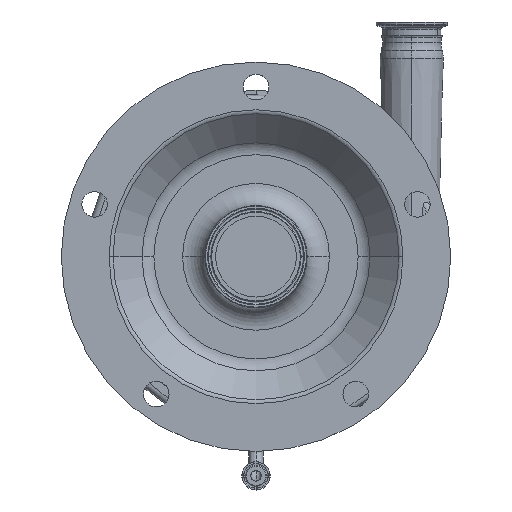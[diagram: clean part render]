
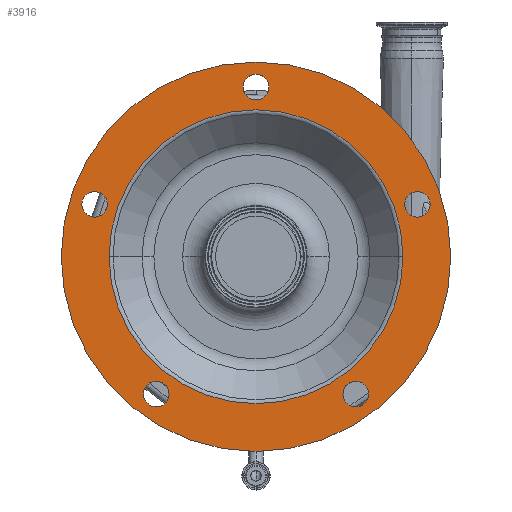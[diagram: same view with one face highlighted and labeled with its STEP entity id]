
A CAD part, top view. The second image highlights one B-rep face of the part: STEP entity #3916.
In plain terms, the highlighted planar face has unit normal (0, 0, 1).
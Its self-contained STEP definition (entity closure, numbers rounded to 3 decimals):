
#31 = AXIS2_PLACEMENT_3D ( 'NONE', #11428, #1179, #13509 ) ;
#95 = CARTESIAN_POINT ( 'NONE',  ( 175., 0., 266.5 ) ) ;
#232 = CARTESIAN_POINT ( 'NONE',  ( -156.536, 47.125, 266.5 ) ) ;
#248 = AXIS2_PLACEMENT_3D ( 'NONE', #7470, #2156, #11641 ) ;
#341 = CIRCLE ( 'NONE', #11267, 11.5 ) ;
#641 = DIRECTION ( 'NONE',  ( 1., 0., 0. ) ) ;
#846 = ORIENTED_EDGE ( 'NONE', *, *, #3666, .F. ) ;
#884 = EDGE_LOOP ( 'NONE', ( #8042, #846 ) ) ;
#919 = VERTEX_POINT ( 'NONE', #9192 ) ;
#978 = DIRECTION ( 'NONE',  ( 0., 0., 1. ) ) ;
#1179 = DIRECTION ( 'NONE',  ( 0., 0., -1. ) ) ;
#1682 = CARTESIAN_POINT ( 'NONE',  ( 0., 0., 266.5 ) ) ;
#1746 = CARTESIAN_POINT ( 'NONE',  ( 89.637, -123.375, 266.5 ) ) ;
#1924 = EDGE_CURVE ( 'NONE', #12628, #8211, #11387, .T. ) ;
#2038 = DIRECTION ( 'NONE',  ( 0., 0., -1. ) ) ;
#2070 = DIRECTION ( 'NONE',  ( 1., 0., 0. ) ) ;
#2105 = CIRCLE ( 'NONE', #8430, 11.5 ) ;
#2120 = ORIENTED_EDGE ( 'NONE', *, *, #7203, .F. ) ;
#2156 = DIRECTION ( 'NONE',  ( 0., 0., -1. ) ) ;
#2194 = VERTEX_POINT ( 'NONE', #8020 ) ;
#2295 = EDGE_CURVE ( 'NONE', #4359, #9498, #5505, .T. ) ;
#2318 = ORIENTED_EDGE ( 'NONE', *, *, #10952, .F. ) ;
#2427 = EDGE_CURVE ( 'NONE', #12546, #6688, #8980, .T. ) ;
#2625 = CARTESIAN_POINT ( 'NONE',  ( 133.536, 47.125, 266.5 ) ) ;
#2683 = CARTESIAN_POINT ( 'NONE',  ( -175., 0., 266.5 ) ) ;
#2734 = EDGE_CURVE ( 'NONE', #4027, #2194, #6169, .T. ) ;
#2855 = CARTESIAN_POINT ( 'NONE',  ( 0., 0., 266.5 ) ) ;
#2891 = ORIENTED_EDGE ( 'NONE', *, *, #10118, .F. ) ;
#3024 = VERTEX_POINT ( 'NONE', #8556 ) ;
#3089 = CARTESIAN_POINT ( 'NONE',  ( 145.036, 47.125, 266.5 ) ) ;
#3104 = AXIS2_PLACEMENT_3D ( 'NONE', #1746, #12138, #641 ) ;
#3275 = CARTESIAN_POINT ( 'NONE',  ( -145.036, 47.125, 266.5 ) ) ;
#3383 = CARTESIAN_POINT ( 'NONE',  ( 132.071, 0., 266.5 ) ) ;
#3666 = EDGE_CURVE ( 'NONE', #10822, #8848, #10243, .T. ) ;
#3683 = CIRCLE ( 'NONE', #13329, 175. ) ;
#3765 = AXIS2_PLACEMENT_3D ( 'NONE', #5590, #12909, #6678 ) ;
#3875 = FACE_BOUND ( 'NONE', #9131, .T. ) ;
#3916 = ADVANCED_FACE ( 'NONE', ( #9063, #12374, #4097, #12299, #3875, #9135, #11393 ), #13332, .F. ) ;
#4027 = VERTEX_POINT ( 'NONE', #3383 ) ;
#4097 = FACE_BOUND ( 'NONE', #10233, .T. ) ;
#4115 = AXIS2_PLACEMENT_3D ( 'NONE', #4962, #12141, #9125 ) ;
#4359 = VERTEX_POINT ( 'NONE', #10489 ) ;
#4366 = EDGE_LOOP ( 'NONE', ( #6204, #11248 ) ) ;
#4627 = DIRECTION ( 'NONE',  ( -1., 0., 0. ) ) ;
#4634 = EDGE_CURVE ( 'NONE', #8848, #10822, #9882, .T. ) ;
#4710 = VERTEX_POINT ( 'NONE', #5074 ) ;
#4962 = CARTESIAN_POINT ( 'NONE',  ( 145.036, 47.125, 266.5 ) ) ;
#5074 = CARTESIAN_POINT ( 'NONE',  ( -11.5, 152.5, 266.5 ) ) ;
#5505 = CIRCLE ( 'NONE', #3104, 11.5 ) ;
#5590 = CARTESIAN_POINT ( 'NONE',  ( 0., 152.5, 266.5 ) ) ;
#5968 = CIRCLE ( 'NONE', #3765, 11.5 ) ;
#6169 = CIRCLE ( 'NONE', #248, 132.071 ) ;
#6204 = ORIENTED_EDGE ( 'NONE', *, *, #1924, .F. ) ;
#6211 = DIRECTION ( 'NONE',  ( -1., 0., 0. ) ) ;
#6385 = CARTESIAN_POINT ( 'NONE',  ( -89.637, -123.375, 266.5 ) ) ;
#6678 = DIRECTION ( 'NONE',  ( 1., 0., 0. ) ) ;
#6688 = VERTEX_POINT ( 'NONE', #13347 ) ;
#6880 = DIRECTION ( 'NONE',  ( 1., 0., 0. ) ) ;
#6891 = VERTEX_POINT ( 'NONE', #2625 ) ;
#6959 = AXIS2_PLACEMENT_3D ( 'NONE', #7915, #12085, #6880 ) ;
#7188 = DIRECTION ( 'NONE',  ( 1., 0., 0. ) ) ;
#7203 = EDGE_CURVE ( 'NONE', #9498, #4359, #7891, .T. ) ;
#7255 = EDGE_CURVE ( 'NONE', #2194, #4027, #12035, .T. ) ;
#7311 = CARTESIAN_POINT ( 'NONE',  ( -101.137, -123.375, 266.5 ) ) ;
#7470 = CARTESIAN_POINT ( 'NONE',  ( 0., 0., 266.5 ) ) ;
#7503 = CARTESIAN_POINT ( 'NONE',  ( 78.137, -123.375, 266.5 ) ) ;
#7537 = DIRECTION ( 'NONE',  ( 0., 0., 1. ) ) ;
#7543 = AXIS2_PLACEMENT_3D ( 'NONE', #3275, #10714, #12848 ) ;
#7689 = DIRECTION ( 'NONE',  ( -1., 0., 0. ) ) ;
#7814 = EDGE_CURVE ( 'NONE', #4710, #3024, #5968, .T. ) ;
#7828 = DIRECTION ( 'NONE',  ( 0., 0., 1. ) ) ;
#7891 = CIRCLE ( 'NONE', #10062, 11.5 ) ;
#7915 = CARTESIAN_POINT ( 'NONE',  ( -89.637, -123.375, 266.5 ) ) ;
#8020 = CARTESIAN_POINT ( 'NONE',  ( -132.071, 0., 266.5 ) ) ;
#8042 = ORIENTED_EDGE ( 'NONE', *, *, #4634, .F. ) ;
#8110 = ORIENTED_EDGE ( 'NONE', *, *, #2427, .F. ) ;
#8211 = VERTEX_POINT ( 'NONE', #95 ) ;
#8365 = EDGE_CURVE ( 'NONE', #6891, #919, #12419, .T. ) ;
#8377 = DIRECTION ( 'NONE',  ( 1., 0., 0. ) ) ;
#8387 = ORIENTED_EDGE ( 'NONE', *, *, #10545, .F. ) ;
#8430 = AXIS2_PLACEMENT_3D ( 'NONE', #3089, #11492, #10406 ) ;
#8461 = ORIENTED_EDGE ( 'NONE', *, *, #7255, .T. ) ;
#8556 = CARTESIAN_POINT ( 'NONE',  ( 11.5, 152.5, 266.5 ) ) ;
#8848 = VERTEX_POINT ( 'NONE', #9996 ) ;
#8864 = CIRCLE ( 'NONE', #7543, 11.5 ) ;
#8980 = CIRCLE ( 'NONE', #10735, 11.5 ) ;
#9063 = FACE_BOUND ( 'NONE', #11405, .T. ) ;
#9125 = DIRECTION ( 'NONE',  ( 1., 0., 0. ) ) ;
#9131 = EDGE_LOOP ( 'NONE', ( #8461, #11134 ) ) ;
#9135 = FACE_OUTER_BOUND ( 'NONE', #4366, .T. ) ;
#9192 = CARTESIAN_POINT ( 'NONE',  ( 156.536, 47.125, 266.5 ) ) ;
#9367 = ORIENTED_EDGE ( 'NONE', *, *, #8365, .F. ) ;
#9498 = VERTEX_POINT ( 'NONE', #7503 ) ;
#9503 = CARTESIAN_POINT ( 'NONE',  ( 0., 152.5, 266.5 ) ) ;
#9610 = EDGE_CURVE ( 'NONE', #8211, #12628, #3683, .T. ) ;
#9882 = CIRCLE ( 'NONE', #13425, 11.5 ) ;
#9996 = CARTESIAN_POINT ( 'NONE',  ( -78.137, -123.375, 266.5 ) ) ;
#10062 = AXIS2_PLACEMENT_3D ( 'NONE', #12759, #7537, #8377 ) ;
#10118 = EDGE_CURVE ( 'NONE', #919, #6891, #2105, .T. ) ;
#10233 = EDGE_LOOP ( 'NONE', ( #11123, #2120 ) ) ;
#10243 = CIRCLE ( 'NONE', #6959, 11.5 ) ;
#10307 = CARTESIAN_POINT ( 'NONE',  ( 0., 175., 266.5 ) ) ;
#10406 = DIRECTION ( 'NONE',  ( 1., 0., 0. ) ) ;
#10489 = CARTESIAN_POINT ( 'NONE',  ( 101.137, -123.375, 266.5 ) ) ;
#10545 = EDGE_CURVE ( 'NONE', #3024, #4710, #341, .T. ) ;
#10704 = EDGE_LOOP ( 'NONE', ( #8387, #12469 ) ) ;
#10714 = DIRECTION ( 'NONE',  ( 0., 0., 1. ) ) ;
#10735 = AXIS2_PLACEMENT_3D ( 'NONE', #13242, #7828, #10965 ) ;
#10822 = VERTEX_POINT ( 'NONE', #7311 ) ;
#10952 = EDGE_CURVE ( 'NONE', #6688, #12546, #8864, .T. ) ;
#10965 = DIRECTION ( 'NONE',  ( 1., 0., 0. ) ) ;
#11123 = ORIENTED_EDGE ( 'NONE', *, *, #2295, .F. ) ;
#11134 = ORIENTED_EDGE ( 'NONE', *, *, #2734, .T. ) ;
#11248 = ORIENTED_EDGE ( 'NONE', *, *, #9610, .F. ) ;
#11267 = AXIS2_PLACEMENT_3D ( 'NONE', #9503, #12482, #2070 ) ;
#11387 = CIRCLE ( 'NONE', #13139, 175. ) ;
#11393 = FACE_BOUND ( 'NONE', #10704, .T. ) ;
#11405 = EDGE_LOOP ( 'NONE', ( #2318, #8110 ) ) ;
#11428 = CARTESIAN_POINT ( 'NONE',  ( 0., 0., 266.5 ) ) ;
#11492 = DIRECTION ( 'NONE',  ( 0., 0., 1. ) ) ;
#11641 = DIRECTION ( 'NONE',  ( -1., 0., 0. ) ) ;
#11930 = DIRECTION ( 'NONE',  ( 0., 0., -1. ) ) ;
#11970 = AXIS2_PLACEMENT_3D ( 'NONE', #10307, #2038, #6211 ) ;
#12035 = CIRCLE ( 'NONE', #31, 132.071 ) ;
#12084 = DIRECTION ( 'NONE',  ( 0., 0., -1. ) ) ;
#12085 = DIRECTION ( 'NONE',  ( 0., 0., 1. ) ) ;
#12138 = DIRECTION ( 'NONE',  ( 0., 0., 1. ) ) ;
#12141 = DIRECTION ( 'NONE',  ( 0., 0., 1. ) ) ;
#12299 = FACE_BOUND ( 'NONE', #12373, .T. ) ;
#12373 = EDGE_LOOP ( 'NONE', ( #2891, #9367 ) ) ;
#12374 = FACE_BOUND ( 'NONE', #884, .T. ) ;
#12419 = CIRCLE ( 'NONE', #4115, 11.5 ) ;
#12469 = ORIENTED_EDGE ( 'NONE', *, *, #7814, .F. ) ;
#12482 = DIRECTION ( 'NONE',  ( 0., 0., 1. ) ) ;
#12546 = VERTEX_POINT ( 'NONE', #232 ) ;
#12628 = VERTEX_POINT ( 'NONE', #2683 ) ;
#12759 = CARTESIAN_POINT ( 'NONE',  ( 89.637, -123.375, 266.5 ) ) ;
#12848 = DIRECTION ( 'NONE',  ( 1., 0., 0. ) ) ;
#12909 = DIRECTION ( 'NONE',  ( 0., 0., 1. ) ) ;
#13139 = AXIS2_PLACEMENT_3D ( 'NONE', #1682, #11930, #7689 ) ;
#13242 = CARTESIAN_POINT ( 'NONE',  ( -145.036, 47.125, 266.5 ) ) ;
#13329 = AXIS2_PLACEMENT_3D ( 'NONE', #2855, #12084, #4627 ) ;
#13332 = PLANE ( 'NONE',  #11970 ) ;
#13347 = CARTESIAN_POINT ( 'NONE',  ( -133.536, 47.125, 266.5 ) ) ;
#13425 = AXIS2_PLACEMENT_3D ( 'NONE', #6385, #978, #7188 ) ;
#13509 = DIRECTION ( 'NONE',  ( -1., 0., 0. ) ) ;
